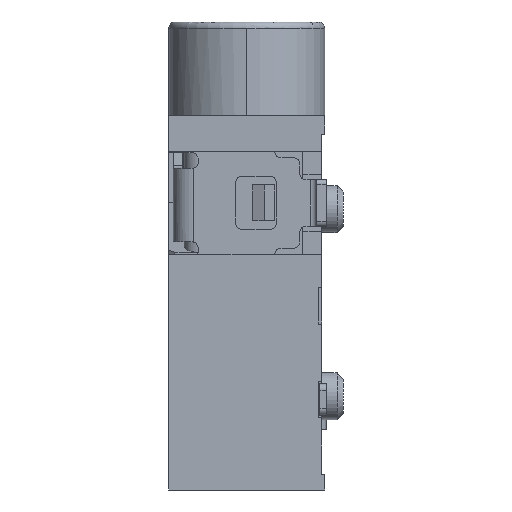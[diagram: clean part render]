
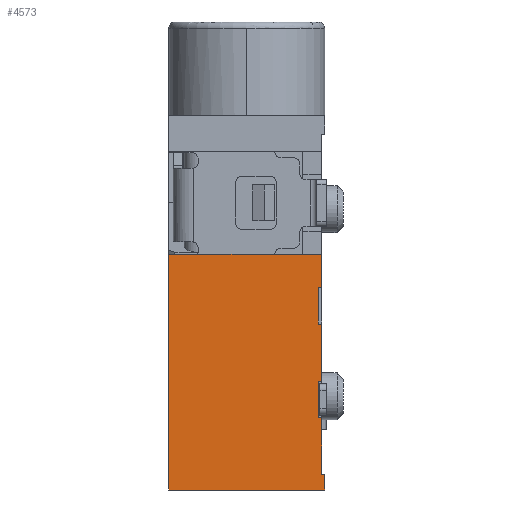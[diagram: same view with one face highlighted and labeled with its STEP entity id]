
A CAD part, left-side view. The second image highlights one B-rep face of the part: STEP entity #4573.
In plain terms, the highlighted planar face has unit normal (-1, 0, 0).
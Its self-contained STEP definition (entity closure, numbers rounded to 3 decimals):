
#7 = EDGE_CURVE ( 'NONE', #6707, #4750, #13949, .T. ) ;
#94 = LINE ( 'NONE', #4336, #3312 ) ;
#568 = EDGE_CURVE ( 'NONE', #13631, #6707, #8084, .T. ) ;
#584 = ORIENTED_EDGE ( 'NONE', *, *, #12058, .F. ) ;
#648 = DIRECTION ( 'NONE',  ( 0., 1., 0. ) ) ;
#752 = EDGE_CURVE ( 'NONE', #4750, #5775, #4132, .T. ) ;
#955 = CARTESIAN_POINT ( 'NONE',  ( -5., -2.4, -12.68 ) ) ;
#1069 = DIRECTION ( 'NONE',  ( 0., -1., 0. ) ) ;
#1210 = EDGE_CURVE ( 'NONE', #7477, #8064, #7613, .T. ) ;
#1258 = CARTESIAN_POINT ( 'NONE',  ( -5., -2.4, -9.68 ) ) ;
#1498 = LINE ( 'NONE', #8114, #8294 ) ;
#1694 = ORIENTED_EDGE ( 'NONE', *, *, #6138, .F. ) ;
#1826 = DIRECTION ( 'NONE',  ( 0., -1., 0. ) ) ;
#1839 = CARTESIAN_POINT ( 'NONE',  ( -5., -2.4, -8.52 ) ) ;
#1890 = ORIENTED_EDGE ( 'NONE', *, *, #3821, .T. ) ;
#2063 = DIRECTION ( 'NONE',  ( 0., -1., 0. ) ) ;
#2485 = DIRECTION ( 'NONE',  ( 0., 1., 0. ) ) ;
#2642 = ORIENTED_EDGE ( 'NONE', *, *, #3464, .F. ) ;
#2677 = DIRECTION ( 'NONE',  ( 0., 0., -1. ) ) ;
#2777 = CARTESIAN_POINT ( 'NONE',  ( -5., -2.5, -14.5 ) ) ;
#3262 = VECTOR ( 'NONE', #2677, 1000. ) ;
#3312 = VECTOR ( 'NONE', #13103, 1000. ) ;
#3453 = ORIENTED_EDGE ( 'NONE', *, *, #5355, .F. ) ;
#3464 = EDGE_CURVE ( 'NONE', #5522, #7483, #9658, .T. ) ;
#3487 = DIRECTION ( 'NONE',  ( 1., 0., 0. ) ) ;
#3563 = VECTOR ( 'NONE', #7884, 1000. ) ;
#3638 = ORIENTED_EDGE ( 'NONE', *, *, #13839, .F. ) ;
#3765 = ORIENTED_EDGE ( 'NONE', *, *, #10418, .F. ) ;
#3821 = EDGE_CURVE ( 'NONE', #9886, #8994, #11577, .T. ) ;
#4102 = CARTESIAN_POINT ( 'NONE',  ( -5., -2.4, -7.45 ) ) ;
#4132 = LINE ( 'NONE', #10531, #12345 ) ;
#4204 = VECTOR ( 'NONE', #2063, 1000. ) ;
#4235 = CARTESIAN_POINT ( 'NONE',  ( -5., 0., -7.45 ) ) ;
#4336 = CARTESIAN_POINT ( 'NONE',  ( -5., 2.5, -8. ) ) ;
#4573 = ADVANCED_FACE ( 'NONE', ( #11107 ), #7589, .F. ) ;
#4591 = VECTOR ( 'NONE', #5060, 1000. ) ;
#4750 = VERTEX_POINT ( 'NONE', #8208 ) ;
#4761 = VECTOR ( 'NONE', #2485, 1000. ) ;
#4770 = CARTESIAN_POINT ( 'NONE',  ( -5., 2.5, -7.45 ) ) ;
#4771 = VECTOR ( 'NONE', #1069, 1000. ) ;
#4875 = ORIENTED_EDGE ( 'NONE', *, *, #1210, .F. ) ;
#5060 = DIRECTION ( 'NONE',  ( 0., 0., -1. ) ) ;
#5355 = EDGE_CURVE ( 'NONE', #8064, #13631, #9981, .T. ) ;
#5429 = VECTOR ( 'NONE', #648, 1000. ) ;
#5522 = VERTEX_POINT ( 'NONE', #12701 ) ;
#5775 = VERTEX_POINT ( 'NONE', #1258 ) ;
#5966 = DIRECTION ( 'NONE',  ( 0., 1., 0. ) ) ;
#6138 = EDGE_CURVE ( 'NONE', #8686, #7477, #94, .T. ) ;
#6176 = VECTOR ( 'NONE', #6652, 1000. ) ;
#6333 = ORIENTED_EDGE ( 'NONE', *, *, #12792, .F. ) ;
#6347 = ORIENTED_EDGE ( 'NONE', *, *, #8998, .F. ) ;
#6421 = CARTESIAN_POINT ( 'NONE',  ( -5., -2.3, -10.3 ) ) ;
#6652 = DIRECTION ( 'NONE',  ( 0., 1., 0. ) ) ;
#6707 = VERTEX_POINT ( 'NONE', #10411 ) ;
#6748 = CARTESIAN_POINT ( 'NONE',  ( -5., -2.4, -10.3 ) ) ;
#6812 = CARTESIAN_POINT ( 'NONE',  ( -5., -2.4, -10.3 ) ) ;
#6873 = CARTESIAN_POINT ( 'NONE',  ( -5., 0., -8.52 ) ) ;
#7145 = VERTEX_POINT ( 'NONE', #7155 ) ;
#7155 = CARTESIAN_POINT ( 'NONE',  ( -5., -2.4, -11.52 ) ) ;
#7477 = VERTEX_POINT ( 'NONE', #4770 ) ;
#7483 = VERTEX_POINT ( 'NONE', #13604 ) ;
#7589 = PLANE ( 'NONE',  #11042 ) ;
#7613 = LINE ( 'NONE', #4235, #4771 ) ;
#7884 = DIRECTION ( 'NONE',  ( 0., 0., -1. ) ) ;
#7888 = ORIENTED_EDGE ( 'NONE', *, *, #8550, .F. ) ;
#8064 = VERTEX_POINT ( 'NONE', #4102 ) ;
#8084 = LINE ( 'NONE', #6873, #4761 ) ;
#8114 = CARTESIAN_POINT ( 'NONE',  ( -5., 0., -15. ) ) ;
#8132 = LINE ( 'NONE', #12522, #3262 ) ;
#8164 = CARTESIAN_POINT ( 'NONE',  ( -5., 2.5, -15. ) ) ;
#8208 = CARTESIAN_POINT ( 'NONE',  ( -5., -2.3, -9.68 ) ) ;
#8294 = VECTOR ( 'NONE', #5966, 1000. ) ;
#8550 = EDGE_CURVE ( 'NONE', #5775, #7145, #9970, .T. ) ;
#8608 = VERTEX_POINT ( 'NONE', #10043 ) ;
#8686 = VERTEX_POINT ( 'NONE', #8164 ) ;
#8736 = LINE ( 'NONE', #12184, #6176 ) ;
#8994 = VERTEX_POINT ( 'NONE', #14198 ) ;
#8998 = EDGE_CURVE ( 'NONE', #7145, #5522, #8736, .T. ) ;
#9493 = CARTESIAN_POINT ( 'NONE',  ( -5., -0.35, -14.5 ) ) ;
#9658 = LINE ( 'NONE', #6421, #12303 ) ;
#9862 = EDGE_LOOP ( 'NONE', ( #584, #3765, #1890, #6333, #3638, #2642, #6347, #7888, #12023, #13202, #12206, #3453, #4875, #1694 ) ) ;
#9886 = VERTEX_POINT ( 'NONE', #2777 ) ;
#9970 = LINE ( 'NONE', #6812, #3563 ) ;
#9981 = LINE ( 'NONE', #6748, #14206 ) ;
#10043 = CARTESIAN_POINT ( 'NONE',  ( -5., -2.5, -15. ) ) ;
#10346 = VERTEX_POINT ( 'NONE', #955 ) ;
#10411 = CARTESIAN_POINT ( 'NONE',  ( -5., -2.3, -8.52 ) ) ;
#10418 = EDGE_CURVE ( 'NONE', #9886, #8608, #10734, .T. ) ;
#10522 = DIRECTION ( 'NONE',  ( 0., 0., -1. ) ) ;
#10531 = CARTESIAN_POINT ( 'NONE',  ( -5., 0., -9.68 ) ) ;
#10734 = LINE ( 'NONE', #11741, #4591 ) ;
#10924 = DIRECTION ( 'NONE',  ( 0., 0., -1. ) ) ;
#11039 = DIRECTION ( 'NONE',  ( 0., 0., -1. ) ) ;
#11042 = AXIS2_PLACEMENT_3D ( 'NONE', #14133, #3487, #11039 ) ;
#11107 = FACE_OUTER_BOUND ( 'NONE', #9862, .T. ) ;
#11577 = LINE ( 'NONE', #9493, #5429 ) ;
#11741 = CARTESIAN_POINT ( 'NONE',  ( -5., -2.5, -8. ) ) ;
#11908 = LINE ( 'NONE', #11976, #4204 ) ;
#11976 = CARTESIAN_POINT ( 'NONE',  ( -5., 0., -12.68 ) ) ;
#12023 = ORIENTED_EDGE ( 'NONE', *, *, #752, .F. ) ;
#12058 = EDGE_CURVE ( 'NONE', #8608, #8686, #1498, .T. ) ;
#12184 = CARTESIAN_POINT ( 'NONE',  ( -5., 0., -11.52 ) ) ;
#12206 = ORIENTED_EDGE ( 'NONE', *, *, #568, .F. ) ;
#12212 = DIRECTION ( 'NONE',  ( 0., 0., -1. ) ) ;
#12303 = VECTOR ( 'NONE', #10522, 1000. ) ;
#12345 = VECTOR ( 'NONE', #1826, 1000. ) ;
#12522 = CARTESIAN_POINT ( 'NONE',  ( -5., -2.4, -10.3 ) ) ;
#12701 = CARTESIAN_POINT ( 'NONE',  ( -5., -2.3, -11.52 ) ) ;
#12792 = EDGE_CURVE ( 'NONE', #10346, #8994, #8132, .T. ) ;
#12865 = CARTESIAN_POINT ( 'NONE',  ( -5., -2.3, -10.3 ) ) ;
#13010 = VECTOR ( 'NONE', #10924, 1000. ) ;
#13103 = DIRECTION ( 'NONE',  ( 0., 0., 1. ) ) ;
#13202 = ORIENTED_EDGE ( 'NONE', *, *, #7, .F. ) ;
#13604 = CARTESIAN_POINT ( 'NONE',  ( -5., -2.3, -12.68 ) ) ;
#13631 = VERTEX_POINT ( 'NONE', #1839 ) ;
#13839 = EDGE_CURVE ( 'NONE', #7483, #10346, #11908, .T. ) ;
#13949 = LINE ( 'NONE', #12865, #13010 ) ;
#14133 = CARTESIAN_POINT ( 'NONE',  ( -5., 0., -10.3 ) ) ;
#14198 = CARTESIAN_POINT ( 'NONE',  ( -5., -2.4, -14.5 ) ) ;
#14206 = VECTOR ( 'NONE', #12212, 1000. ) ;
